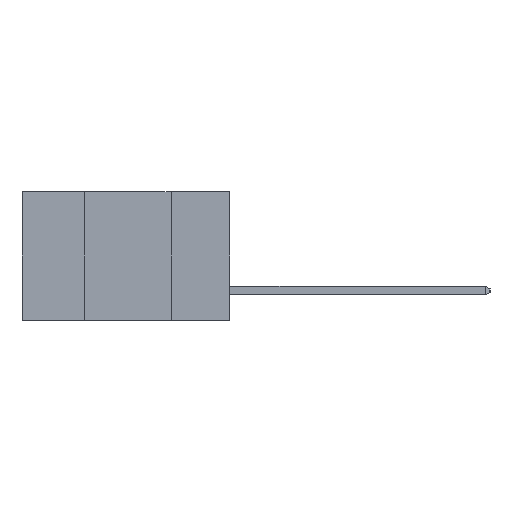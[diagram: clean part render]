
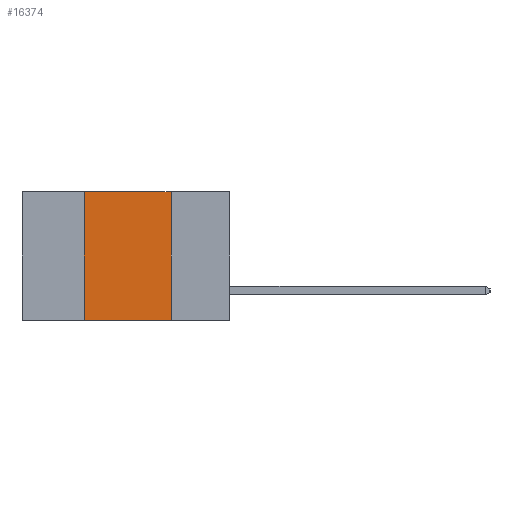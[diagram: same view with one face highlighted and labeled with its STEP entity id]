
A CAD part, left-side view. The second image highlights one B-rep face of the part: STEP entity #16374.
In plain terms, the highlighted planar face has unit normal (-1, 0, 0).
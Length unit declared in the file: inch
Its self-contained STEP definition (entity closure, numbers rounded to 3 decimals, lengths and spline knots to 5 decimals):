
#491 = DIRECTION ( 'NONE',  ( 0., -1., 0. ) ) ;
#861 = ORIENTED_EDGE ( 'NONE', *, *, #9319, .F. ) ;
#1238 = CARTESIAN_POINT ( 'NONE',  ( 0., 0.17, 0. ) ) ;
#1415 = VERTEX_POINT ( 'NONE', #13444 ) ;
#1419 = VERTEX_POINT ( 'NONE', #3674 ) ;
#2020 = ORIENTED_EDGE ( 'NONE', *, *, #8366, .F. ) ;
#2689 = FACE_OUTER_BOUND ( 'NONE', #9523, .T. ) ;
#3244 = CARTESIAN_POINT ( 'NONE',  ( 0., 0.6, -0.37 ) ) ;
#3674 = CARTESIAN_POINT ( 'NONE',  ( 0., 0.42, 0. ) ) ;
#4345 = DIRECTION ( 'NONE',  ( 1., 0., 0. ) ) ;
#4445 = VECTOR ( 'NONE', #12025, 39.37008 ) ;
#4511 = VECTOR ( 'NONE', #491, 39.37008 ) ;
#5502 = AXIS2_PLACEMENT_3D ( 'NONE', #5615, #4345, #13131 ) ;
#5594 = CARTESIAN_POINT ( 'NONE',  ( 0., 0.42, 0. ) ) ;
#5615 = CARTESIAN_POINT ( 'NONE',  ( 0., 0.6, 0. ) ) ;
#5941 = ORIENTED_EDGE ( 'NONE', *, *, #9219, .F. ) ;
#6093 = VECTOR ( 'NONE', #13074, 39.37008 ) ;
#6555 = CARTESIAN_POINT ( 'NONE',  ( 0., 0.17, 0. ) ) ;
#6723 = VECTOR ( 'NONE', #7891, 39.37008 ) ;
#6914 = VERTEX_POINT ( 'NONE', #6555 ) ;
#7585 = CARTESIAN_POINT ( 'NONE',  ( 0., 0.42, -0.37 ) ) ;
#7891 = DIRECTION ( 'NONE',  ( 0., 0., -1. ) ) ;
#7957 = LINE ( 'NONE', #3244, #4511 ) ;
#8366 = EDGE_CURVE ( 'NONE', #6914, #1415, #16377, .T. ) ;
#8881 = VERTEX_POINT ( 'NONE', #7585 ) ;
#9219 = EDGE_CURVE ( 'NONE', #8881, #1419, #12338, .T. ) ;
#9319 = EDGE_CURVE ( 'NONE', #1419, #6914, #11201, .T. ) ;
#9523 = EDGE_LOOP ( 'NONE', ( #2020, #861, #5941, #10547 ) ) ;
#10054 = EDGE_CURVE ( 'NONE', #8881, #1415, #7957, .T. ) ;
#10547 = ORIENTED_EDGE ( 'NONE', *, *, #10054, .T. ) ;
#10807 = CARTESIAN_POINT ( 'NONE',  ( 0., 0.6, 0. ) ) ;
#11201 = LINE ( 'NONE', #10807, #4445 ) ;
#11936 = PLANE ( 'NONE',  #5502 ) ;
#12025 = DIRECTION ( 'NONE',  ( 0., -1., 0. ) ) ;
#12338 = LINE ( 'NONE', #5594, #6093 ) ;
#13074 = DIRECTION ( 'NONE',  ( 0., 0., 1. ) ) ;
#13131 = DIRECTION ( 'NONE',  ( 0., 0., -1. ) ) ;
#13444 = CARTESIAN_POINT ( 'NONE',  ( 0., 0.17, -0.37 ) ) ;
#16374 = ADVANCED_FACE ( 'NONE', ( #2689 ), #11936, .F. ) ;
#16377 = LINE ( 'NONE', #1238, #6723 ) ;
